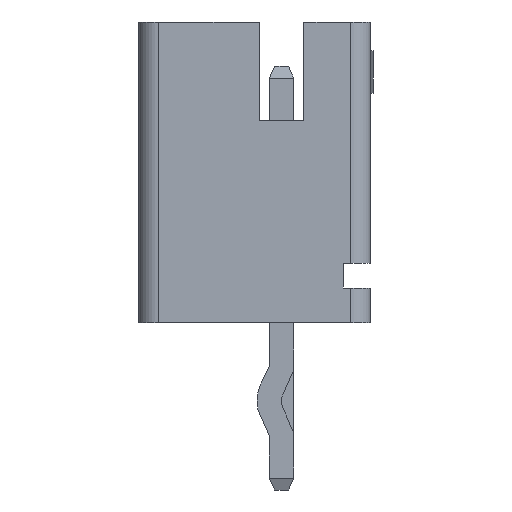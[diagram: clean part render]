
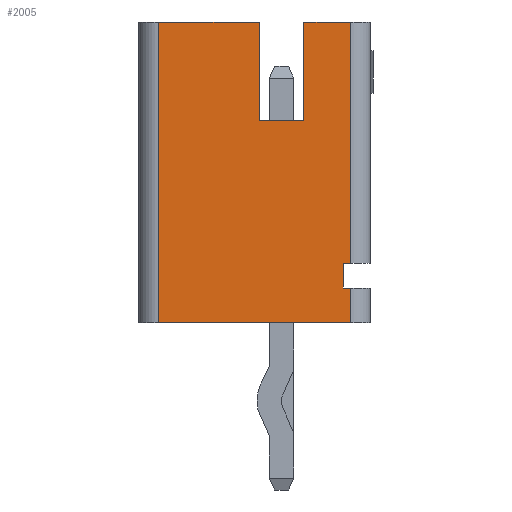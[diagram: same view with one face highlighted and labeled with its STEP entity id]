
A CAD part, left-side view. The second image highlights one B-rep face of the part: STEP entity #2005.
In plain terms, the highlighted planar face has unit normal (-1, 0, 0).
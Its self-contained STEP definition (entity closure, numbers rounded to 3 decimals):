
#1678=CARTESIAN_POINT('',(-6.,0.4,1.2));
#1679=VERTEX_POINT('',#1678);
#1687=CARTESIAN_POINT('',(-6.,0.55,1.2));
#1688=VERTEX_POINT('',#1687);
#1689=CARTESIAN_POINT('',(-6.,0.4,1.2));
#1690=DIRECTION('',(0.,1.,0.));
#1691=VECTOR('',#1690,0.15);
#1692=LINE('',#1689,#1691);
#1693=EDGE_CURVE('',#1679,#1688,#1692,.T.);
#1717=CARTESIAN_POINT('',(-6.,0.55,0.7));
#1718=VERTEX_POINT('',#1717);
#1719=CARTESIAN_POINT('',(-6.,0.55,1.2));
#1720=DIRECTION('',(0.,0.,-1.));
#1721=VECTOR('',#1720,0.5);
#1722=LINE('',#1719,#1721);
#1723=EDGE_CURVE('',#1688,#1718,#1722,.T.);
#1741=CARTESIAN_POINT('',(-6.,0.4,0.7));
#1742=VERTEX_POINT('',#1741);
#1743=CARTESIAN_POINT('',(-6.,0.55,0.7));
#1744=DIRECTION('',(0.,-1.,0.));
#1745=VECTOR('',#1744,0.15);
#1746=LINE('',#1743,#1745);
#1747=EDGE_CURVE('',#1718,#1742,#1746,.T.);
#1777=CARTESIAN_POINT('',(-6.,4.3,6.1));
#1778=VERTEX_POINT('',#1777);
#1786=CARTESIAN_POINT('',(-6.,2.25,6.1));
#1787=VERTEX_POINT('',#1786);
#1788=CARTESIAN_POINT('',(-6.,4.3,6.1));
#1789=DIRECTION('',(0.,-1.,0.));
#1790=VECTOR('',#1789,2.05);
#1791=LINE('',#1788,#1790);
#1792=EDGE_CURVE('',#1778,#1787,#1791,.T.);
#1921=CARTESIAN_POINT('',(-6.,0.4,6.1));
#1922=VERTEX_POINT('',#1921);
#1930=CARTESIAN_POINT('',(-6.,0.4,6.1));
#1931=DIRECTION('',(0.,0.,-1.));
#1932=VECTOR('',#1931,4.9);
#1933=LINE('',#1930,#1932);
#1934=EDGE_CURVE('',#1922,#1679,#1933,.T.);
#1941=CARTESIAN_POINT('',(-6.,2.35,3.05));
#1942=DIRECTION('',(0.,-1.,0.));
#1943=DIRECTION('',(-1.,0.,0.));
#1944=AXIS2_PLACEMENT_3D('',#1941,#1943,#1942);
#1945=PLANE('',#1944);
#1946=ORIENTED_EDGE('',*,*,#1723,.F.);
#1947=ORIENTED_EDGE('',*,*,#1693,.F.);
#1948=ORIENTED_EDGE('',*,*,#1934,.F.);
#1949=CARTESIAN_POINT('',(-6.,1.35,6.1));
#1950=VERTEX_POINT('',#1949);
#1951=CARTESIAN_POINT('',(-6.,0.4,6.1));
#1952=DIRECTION('',(0.,1.,0.));
#1953=VECTOR('',#1952,0.95);
#1954=LINE('',#1951,#1953);
#1955=EDGE_CURVE('',#1922,#1950,#1954,.T.);
#1956=ORIENTED_EDGE('',*,*,#1955,.T.);
#1957=CARTESIAN_POINT('',(-6.,1.35,4.1));
#1958=VERTEX_POINT('',#1957);
#1959=CARTESIAN_POINT('',(-6.,1.35,6.1));
#1960=DIRECTION('',(0.,0.,-1.));
#1961=VECTOR('',#1960,2.);
#1962=LINE('',#1959,#1961);
#1963=EDGE_CURVE('',#1950,#1958,#1962,.T.);
#1964=ORIENTED_EDGE('',*,*,#1963,.T.);
#1965=CARTESIAN_POINT('',(-6.,2.25,4.1));
#1966=VERTEX_POINT('',#1965);
#1967=CARTESIAN_POINT('',(-6.,1.35,4.1));
#1968=DIRECTION('',(0.,1.,0.));
#1969=VECTOR('',#1968,0.9);
#1970=LINE('',#1967,#1969);
#1971=EDGE_CURVE('',#1958,#1966,#1970,.T.);
#1972=ORIENTED_EDGE('',*,*,#1971,.T.);
#1973=CARTESIAN_POINT('',(-6.,2.25,4.1));
#1974=DIRECTION('',(0.,0.,1.));
#1975=VECTOR('',#1974,2.);
#1976=LINE('',#1973,#1975);
#1977=EDGE_CURVE('',#1966,#1787,#1976,.T.);
#1978=ORIENTED_EDGE('',*,*,#1977,.T.);
#1979=ORIENTED_EDGE('',*,*,#1792,.F.);
#1980=CARTESIAN_POINT('',(-6.,4.3,0.));
#1981=VERTEX_POINT('',#1980);
#1982=CARTESIAN_POINT('',(-6.,4.3,6.1));
#1983=DIRECTION('',(0.,0.,-1.));
#1984=VECTOR('',#1983,6.1);
#1985=LINE('',#1982,#1984);
#1986=EDGE_CURVE('',#1778,#1981,#1985,.T.);
#1987=ORIENTED_EDGE('',*,*,#1986,.T.);
#1988=CARTESIAN_POINT('',(-6.,0.4,0.));
#1989=VERTEX_POINT('',#1988);
#1990=CARTESIAN_POINT('',(-6.,4.3,0.));
#1991=DIRECTION('',(0.,-1.,0.));
#1992=VECTOR('',#1991,3.9);
#1993=LINE('',#1990,#1992);
#1994=EDGE_CURVE('',#1981,#1989,#1993,.T.);
#1995=ORIENTED_EDGE('',*,*,#1994,.T.);
#1996=CARTESIAN_POINT('',(-6.,0.4,0.));
#1997=DIRECTION('',(0.,0.,1.));
#1998=VECTOR('',#1997,0.7);
#1999=LINE('',#1996,#1998);
#2000=EDGE_CURVE('',#1989,#1742,#1999,.T.);
#2001=ORIENTED_EDGE('',*,*,#2000,.T.);
#2002=ORIENTED_EDGE('',*,*,#1747,.F.);
#2003=EDGE_LOOP('',(#1946,#1947,#1948,#1956,#1964,#1972,#1978,#1979,#1987,#1995,#2001,#2002));
#2004=FACE_OUTER_BOUND('',#2003,.T.);
#2005=ADVANCED_FACE('',(#2004),#1945,.T.);
